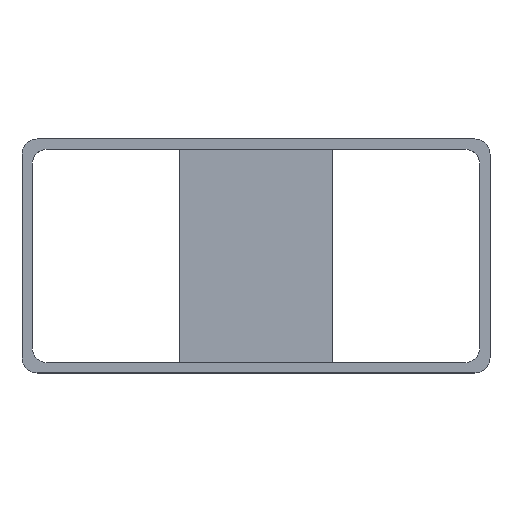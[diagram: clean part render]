
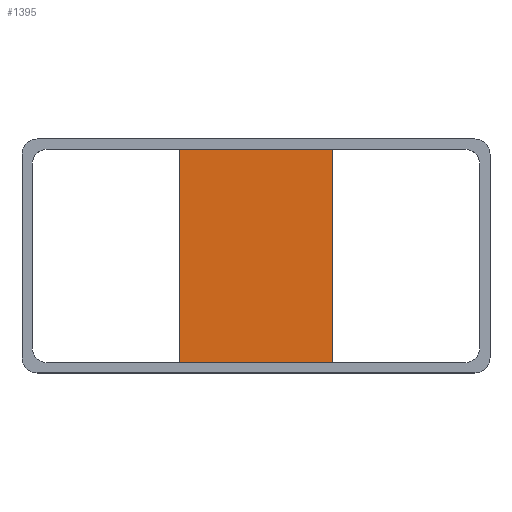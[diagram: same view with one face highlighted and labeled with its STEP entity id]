
A CAD part, top view. The second image highlights one B-rep face of the part: STEP entity #1395.
In plain terms, the highlighted planar face has unit normal (0, 0, 1).
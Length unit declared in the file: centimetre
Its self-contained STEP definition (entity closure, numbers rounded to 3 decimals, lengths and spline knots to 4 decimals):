
#46 = DIRECTION ( 'NONE',  ( -1., 0., 0. ) ) ;
#126 = DIRECTION ( 'NONE',  ( -1., 0., 0. ) ) ;
#158 = VERTEX_POINT ( 'NONE', #475 ) ;
#164 = FACE_OUTER_BOUND ( 'NONE', #803, .T. ) ;
#172 = ORIENTED_EDGE ( 'NONE', *, *, #876, .T. ) ;
#189 = CARTESIAN_POINT ( 'NONE',  ( 45.5475, -4.869, 1.7 ) ) ;
#213 = CARTESIAN_POINT ( 'NONE',  ( 45.5475, -4.869, 1.7 ) ) ;
#272 = VECTOR ( 'NONE', #1134, 100. ) ;
#298 = VERTEX_POINT ( 'NONE', #303 ) ;
#303 = CARTESIAN_POINT ( 'NONE',  ( 45.5475, -27.869, 1.7 ) ) ;
#319 = CARTESIAN_POINT ( 'NONE',  ( 30.5475, -4.869, 1.7 ) ) ;
#375 = DIRECTION ( 'NONE',  ( 0., 0., 1. ) ) ;
#437 = LINE ( 'NONE', #883, #272 ) ;
#455 = ORIENTED_EDGE ( 'NONE', *, *, #1311, .F. ) ;
#471 = EDGE_CURVE ( 'NONE', #298, #158, #437, .T. ) ;
#475 = CARTESIAN_POINT ( 'NONE',  ( 30.5475, -27.869, 1.7 ) ) ;
#479 = AXIS2_PLACEMENT_3D ( 'NONE', #1394, #375, #46 ) ;
#485 = VERTEX_POINT ( 'NONE', #779 ) ;
#520 = LINE ( 'NONE', #213, #755 ) ;
#536 = ORIENTED_EDGE ( 'NONE', *, *, #471, .F. ) ;
#624 = VECTOR ( 'NONE', #1402, 100. ) ;
#627 = CARTESIAN_POINT ( 'NONE',  ( 45.5475, -4.869, 1.7 ) ) ;
#711 = PLANE ( 'NONE',  #479 ) ;
#748 = DIRECTION ( 'NONE',  ( 0., -1., 0. ) ) ;
#755 = VECTOR ( 'NONE', #126, 100. ) ;
#779 = CARTESIAN_POINT ( 'NONE',  ( 30.5475, -4.869, 1.7 ) ) ;
#803 = EDGE_LOOP ( 'NONE', ( #1049, #172, #536, #455 ) ) ;
#876 = EDGE_CURVE ( 'NONE', #485, #158, #1415, .T. ) ;
#883 = CARTESIAN_POINT ( 'NONE',  ( 45.5475, -27.869, 1.7 ) ) ;
#1049 = ORIENTED_EDGE ( 'NONE', *, *, #1183, .T. ) ;
#1134 = DIRECTION ( 'NONE',  ( -1., 0., 0. ) ) ;
#1183 = EDGE_CURVE ( 'NONE', #1274, #485, #520, .T. ) ;
#1189 = LINE ( 'NONE', #189, #624 ) ;
#1274 = VERTEX_POINT ( 'NONE', #627 ) ;
#1311 = EDGE_CURVE ( 'NONE', #1274, #298, #1189, .T. ) ;
#1357 = VECTOR ( 'NONE', #748, 100. ) ;
#1394 = CARTESIAN_POINT ( 'NONE',  ( 45.5475, -4.869, 1.7 ) ) ;
#1395 = ADVANCED_FACE ( 'NONE', ( #164 ), #711, .T. ) ;
#1402 = DIRECTION ( 'NONE',  ( 0., -1., 0. ) ) ;
#1415 = LINE ( 'NONE', #319, #1357 ) ;
